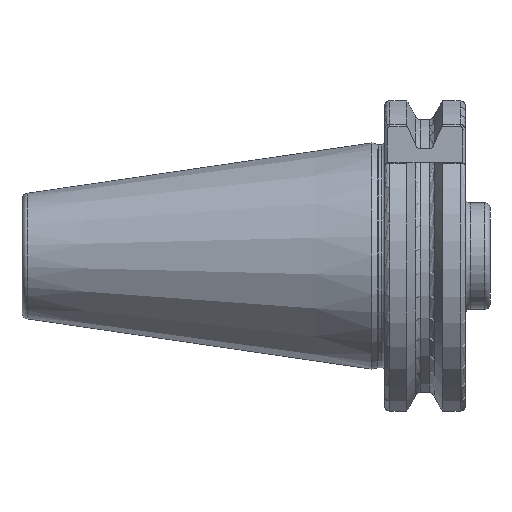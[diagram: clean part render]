
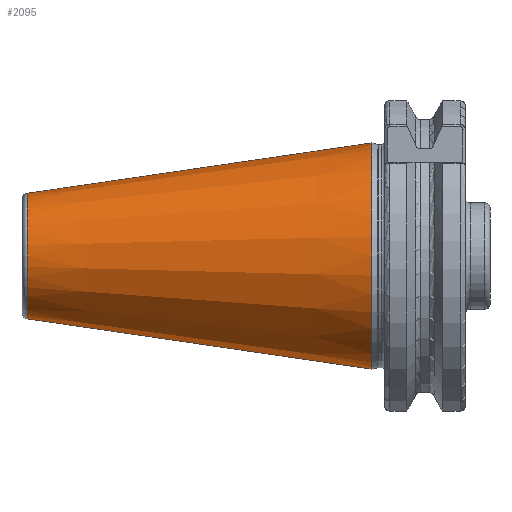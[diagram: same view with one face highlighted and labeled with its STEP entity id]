
A CAD part, front view. The second image highlights one B-rep face of the part: STEP entity #2095.
In plain terms, the highlighted conical face has half-angle 8.297 degrees and reference radius 22.692 mm.
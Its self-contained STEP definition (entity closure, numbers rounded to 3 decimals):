
#1433 = ORIENTED_EDGE ( 'NONE', *, *, #14411, .T. ) ;
#1434 = ORIENTED_EDGE ( 'NONE', *, *, #14409, .F. ) ;
#1435 = ORIENTED_EDGE ( 'NONE', *, *, #6960, .T. ) ;
#1437 = ORIENTED_EDGE ( 'NONE', *, *, #6961, .F. ) ;
#2095 = ADVANCED_FACE ( 'NONE', ( #10229 ), #15316, .T. ) ;
#2843 = CIRCLE ( 'NONE', #5841, 22.327 ) ;
#2844 = CIRCLE ( 'NONE', #14538, 12.4 ) ;
#3062 = VERTEX_POINT ( 'NONE', #8316 ) ;
#3063 = VERTEX_POINT ( 'NONE', #8317 ) ;
#3064 = VERTEX_POINT ( 'NONE', #8318 ) ;
#3065 = VERTEX_POINT ( 'NONE', #8319 ) ;
#5841 = AXIS2_PLACEMENT_3D ( 'NONE', #6462, #6463, #6489 ) ;
#5844 = VECTOR ( 'NONE', #11093, 1000. ) ;
#5846 = VECTOR ( 'NONE', #11099, 1000. ) ;
#6459 = CARTESIAN_POINT ( 'NONE',  ( -70.573, 0., 0. ) ) ;
#6460 = DIRECTION ( 'NONE',  ( 1., 0., 0. ) ) ;
#6461 = DIRECTION ( 'NONE',  ( 0., 0., 1. ) ) ;
#6462 = CARTESIAN_POINT ( 'NONE',  ( -2.5, 0., 0. ) ) ;
#6463 = DIRECTION ( 'NONE',  ( 1., 0., 0. ) ) ;
#6489 = DIRECTION ( 'NONE',  ( 0., 0., -1. ) ) ;
#6960 = EDGE_CURVE ( 'NONE', #3062, #3063, #2844, .T. ) ;
#6961 = EDGE_CURVE ( 'NONE', #3064, #3065, #2843, .T. ) ;
#7819 = EDGE_LOOP ( 'NONE', ( #1434, #1435, #1433, #1437 ) ) ;
#8316 = CARTESIAN_POINT ( 'NONE',  ( -70.573, 0., 12.4 ) ) ;
#8317 = CARTESIAN_POINT ( 'NONE',  ( -70.573, 0., -12.4 ) ) ;
#8318 = CARTESIAN_POINT ( 'NONE',  ( -2.5, 0., 22.327 ) ) ;
#8319 = CARTESIAN_POINT ( 'NONE',  ( -2.5, 0., -22.327 ) ) ;
#10224 = AXIS2_PLACEMENT_3D ( 'NONE', #13447, #13448, #13449 ) ;
#10229 = FACE_OUTER_BOUND ( 'NONE', #7819, .T. ) ;
#11091 = LINE ( 'NONE', #11092, #5844 ) ;
#11092 = CARTESIAN_POINT ( 'NONE',  ( 0., 0., 22.692 ) ) ;
#11093 = DIRECTION ( 'NONE',  ( 0.99, 0., 0.144 ) ) ;
#11097 = LINE ( 'NONE', #11098, #5846 ) ;
#11098 = CARTESIAN_POINT ( 'NONE',  ( 0., 0., -22.692 ) ) ;
#11099 = DIRECTION ( 'NONE',  ( 0.99, 0., -0.144 ) ) ;
#13447 = CARTESIAN_POINT ( 'NONE',  ( 0., 0., 0. ) ) ;
#13448 = DIRECTION ( 'NONE',  ( 1., 0., 0. ) ) ;
#13449 = DIRECTION ( 'NONE',  ( 0., 0., -1. ) ) ;
#14409 = EDGE_CURVE ( 'NONE', #3062, #3064, #11091, .T. ) ;
#14411 = EDGE_CURVE ( 'NONE', #3063, #3065, #11097, .T. ) ;
#14538 = AXIS2_PLACEMENT_3D ( 'NONE', #6459, #6460, #6461 ) ;
#15316 = CONICAL_SURFACE ( 'NONE', #10224, 22.692, 0.145 ) ;
